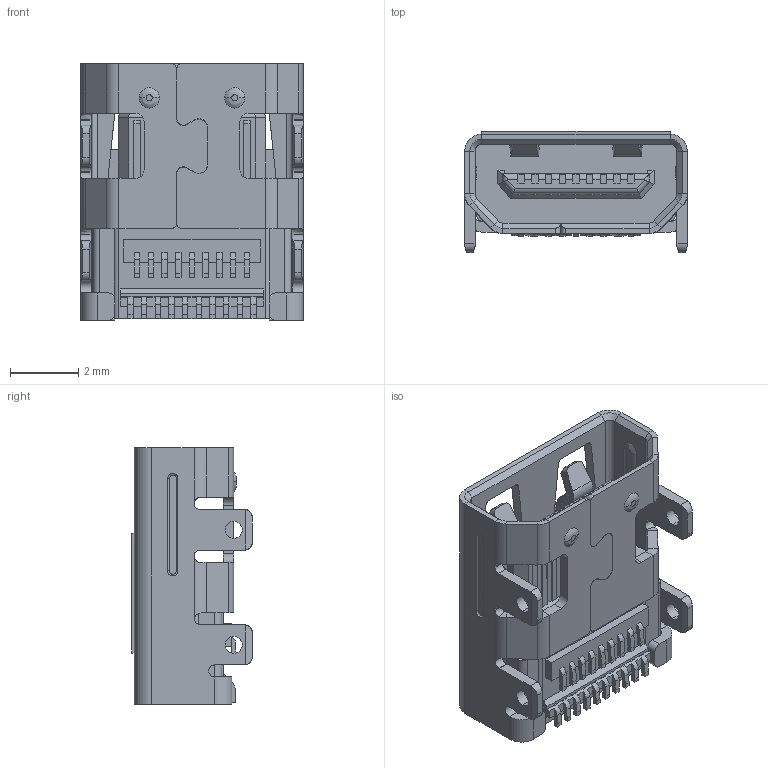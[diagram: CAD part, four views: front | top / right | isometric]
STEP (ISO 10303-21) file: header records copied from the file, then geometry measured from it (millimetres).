
FILE_DESCRIPTION((''),'2;1');
FILE_NAME('CAD0000336417','2013-05-08T',('guohe'),('FCI - ELX Division'),'PRO/ENGINEER BY PARAMETRIC TECHNOLOGY CORPORATION, 2012070','PRO/ENGINEER BY PARAMETRIC TECHNOLOGY CORPORATION, 2012070','');
FILE_SCHEMA(('CONFIG_CONTROL_DESIGN'));
Length unit declared in the file: millimetre
Products named in the file (1): CAD0000336417
Bounding box: 6.5 x 3.53 x 7.5 mm (x, y, z)
Volume: 80.1 mm3; surface area: 291.5 mm2
Topology: 1 solids, 1 shells, 691 faces, 1920 edges, 1232 vertices
Faces by surface type: plane 506, cylinder 149, bspline 22, torus 8, cone 6
Entity records: 22797 total; most frequent: CARTESIAN_POINT 5066, ORIENTED_EDGE 3840, DIRECTION 3506, EDGE_CURVE 1920, VECTOR 1432, LINE 1432, VERTEX_POINT 1232, AXIS2_PLACEMENT_3D 1037
